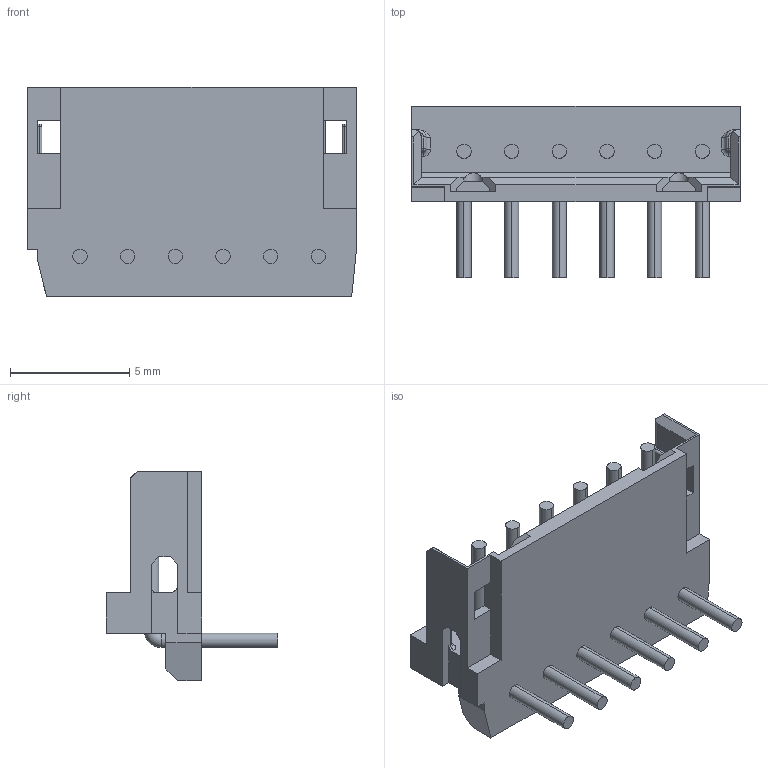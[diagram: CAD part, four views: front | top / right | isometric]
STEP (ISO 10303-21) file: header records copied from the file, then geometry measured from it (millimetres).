
FILE_DESCRIPTION((''),'2;1');
FILE_NAME('C-292253-6','2019-06-03T08:51:41',('workeradm'),('TE Connectivity Ltd.'),'CREO PARAMETRIC BY PTC INC, 2018190','CREO PARAMETRIC BY PTC INC, 2018190','');
FILE_SCHEMA(('AUTOMOTIVE_DESIGN { 1 0 10303 214 1 1 1 1 }'));
Length unit declared in the file: millimetre
Products named in the file (1): C-292253-6
Bounding box: 13.8 x 7.2 x 8.8 mm (x, y, z)
Volume: 205.5 mm3; surface area: 522 mm2
Topology: 1 solids, 1 shells, 164 faces, 441 edges, 277 vertices
Faces by surface type: plane 90, cylinder 54, torus 18, sphere 2
Entity records: 5431 total; most frequent: CARTESIAN_POINT 1200, ORIENTED_EDGE 882, DIRECTION 869, EDGE_CURVE 441, AXIS2_PLACEMENT_3D 290, VECTOR 289, LINE 289, VERTEX_POINT 277
